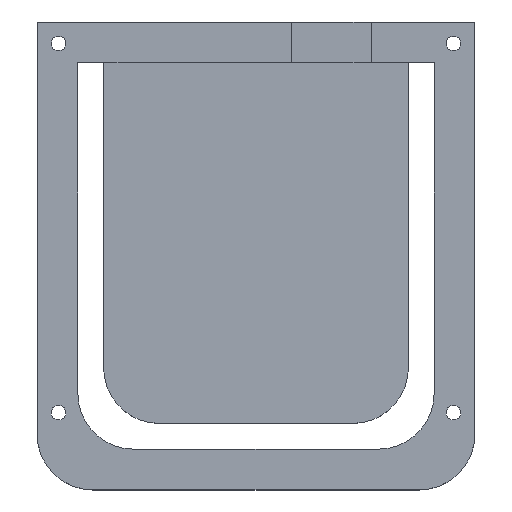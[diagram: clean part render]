
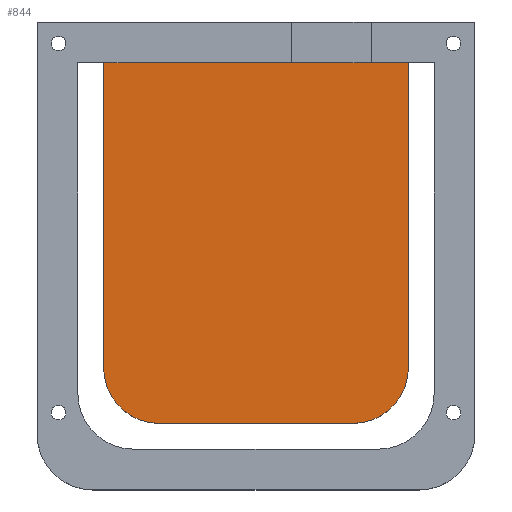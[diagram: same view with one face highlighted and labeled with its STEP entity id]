
A CAD part, top view. The second image highlights one B-rep face of the part: STEP entity #844.
In plain terms, the highlighted planar face has unit normal (0, 0, 1).
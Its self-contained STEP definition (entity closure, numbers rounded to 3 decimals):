
#51=PLANE('',#946);
#92=FACE_OUTER_BOUND('',#162,.T.);
#162=EDGE_LOOP('',(#690,#691,#692,#693,#694,#695));
#232=LINE('',#1412,#305);
#233=LINE('',#1414,#306);
#234=LINE('',#1418,#307);
#235=LINE('',#1421,#308);
#305=VECTOR('',#1152,10.);
#306=VECTOR('',#1153,10.);
#307=VECTOR('',#1156,10.);
#308=VECTOR('',#1159,10.);
#370=CIRCLE('',#947,13.);
#371=CIRCLE('',#948,13.);
#390=VERTEX_POINT('',#1273);
#393=VERTEX_POINT('',#1278);
#440=VERTEX_POINT('',#1413);
#441=VERTEX_POINT('',#1415);
#442=VERTEX_POINT('',#1417);
#443=VERTEX_POINT('',#1419);
#533=EDGE_CURVE('',#393,#390,#232,.T.);
#534=EDGE_CURVE('',#393,#440,#233,.T.);
#535=EDGE_CURVE('',#440,#441,#370,.T.);
#536=EDGE_CURVE('',#441,#442,#234,.T.);
#537=EDGE_CURVE('',#442,#443,#371,.T.);
#538=EDGE_CURVE('',#443,#390,#235,.T.);
#690=ORIENTED_EDGE('',*,*,#533,.F.);
#691=ORIENTED_EDGE('',*,*,#534,.T.);
#692=ORIENTED_EDGE('',*,*,#535,.T.);
#693=ORIENTED_EDGE('',*,*,#536,.T.);
#694=ORIENTED_EDGE('',*,*,#537,.T.);
#695=ORIENTED_EDGE('',*,*,#538,.T.);
#844=ADVANCED_FACE('',(#92),#51,.T.);
#946=AXIS2_PLACEMENT_3D('',#1411,#1150,#1151);
#947=AXIS2_PLACEMENT_3D('',#1416,#1154,#1155);
#948=AXIS2_PLACEMENT_3D('',#1420,#1157,#1158);
#1150=DIRECTION('center_axis',(0.,0.,1.));
#1151=DIRECTION('ref_axis',(1.,0.,0.));
#1152=DIRECTION('',(1.,0.,0.));
#1153=DIRECTION('',(0.,-1.,0.));
#1154=DIRECTION('center_axis',(0.,0.,1.));
#1155=DIRECTION('ref_axis',(-1.,0.,0.));
#1156=DIRECTION('',(1.,0.,0.));
#1157=DIRECTION('center_axis',(0.,0.,1.));
#1158=DIRECTION('ref_axis',(0.,-1.,0.));
#1159=DIRECTION('',(0.,1.,0.));
#1273=CARTESIAN_POINT('',(77.,90.,3.1));
#1278=CARTESIAN_POINT('',(6.,90.,3.1));
#1411=CARTESIAN_POINT('Origin',(41.5,52.5,3.1));
#1412=CARTESIAN_POINT('',(83.,90.,3.1));
#1413=CARTESIAN_POINT('',(6.,19.,3.1));
#1414=CARTESIAN_POINT('',(6.,19.,3.1));
#1415=CARTESIAN_POINT('',(19.,6.,3.1));
#1416=CARTESIAN_POINT('Origin',(19.,19.,3.1));
#1417=CARTESIAN_POINT('',(64.,6.,3.1));
#1418=CARTESIAN_POINT('',(64.,6.,3.1));
#1419=CARTESIAN_POINT('',(77.,19.,3.1));
#1420=CARTESIAN_POINT('Origin',(64.,19.,3.1));
#1421=CARTESIAN_POINT('',(77.,99.,3.1));
